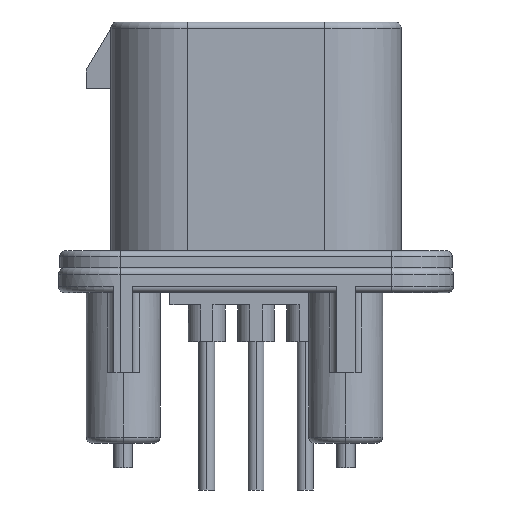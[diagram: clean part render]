
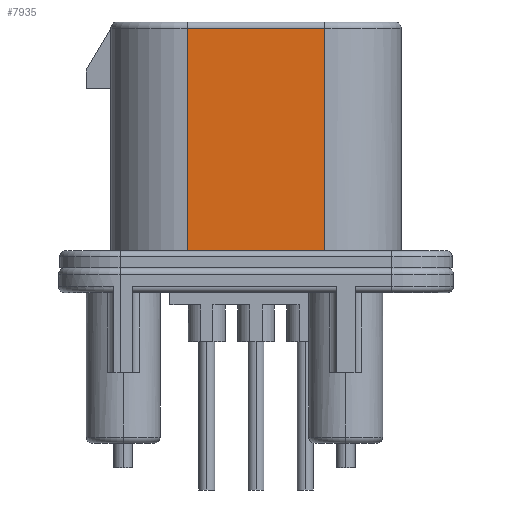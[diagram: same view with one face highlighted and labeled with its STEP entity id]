
A CAD part, left-side view. The second image highlights one B-rep face of the part: STEP entity #7935.
In plain terms, the highlighted planar face has unit normal (-1, 0, 0).
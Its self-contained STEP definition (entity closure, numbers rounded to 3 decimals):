
#1144=DIRECTION('',(0.,-1.,0.));
#1145=VECTOR('',#1144,0.95);
#1146=CARTESIAN_POINT('',(-11.7,6.55,-19.25));
#1147=LINE('',#1146,#1145);
#1294=DIRECTION('',(0.,-1.,0.));
#1295=VECTOR('',#1294,11.2);
#1296=CARTESIAN_POINT('',(-11.7,5.6,-0.5));
#1297=LINE('',#1296,#1295);
#1298=DIRECTION('',(0.,-1.,0.));
#1299=VECTOR('',#1298,2.55);
#1300=CARTESIAN_POINT('',(-11.7,-3.05,-19.25));
#1301=LINE('',#1300,#1299);
#1302=DIRECTION('',(0.,0.,1.));
#1303=VECTOR('',#1302,0.25);
#1304=CARTESIAN_POINT('',(-11.7,-3.05,-19.5));
#1305=LINE('',#1304,#1303);
#1306=DIRECTION('',(0.,1.,0.));
#1307=VECTOR('',#1306,8.65);
#1308=CARTESIAN_POINT('',(-11.7,-3.05,-19.5));
#1309=LINE('',#1308,#1307);
#1310=DIRECTION('',(0.,0.,1.));
#1311=VECTOR('',#1310,0.509);
#1312=CARTESIAN_POINT('',(-11.7,6.55,-19.759));
#1313=LINE('',#1312,#1311);
#1314=DIRECTION('',(0.,0.,-1.));
#1315=VECTOR('',#1314,18.75);
#1316=CARTESIAN_POINT('',(-11.7,5.6,-0.5));
#1317=LINE('',#1316,#1315);
#1616=CARTESIAN_POINT('',(-11.7,6.55,-19.759));
#1617=CARTESIAN_POINT('',(-11.7,6.447,-19.733));
#1618=CARTESIAN_POINT('',(-11.7,6.239,-19.679));
#1619=CARTESIAN_POINT('',(-11.7,5.922,-19.592));
#1620=CARTESIAN_POINT('',(-11.7,5.708,-19.531));
#1621=CARTESIAN_POINT('',(-11.7,5.6,-19.5));
#1831=DIRECTION('',(0.,0.,-1.));
#1832=VECTOR('',#1831,18.75);
#1833=CARTESIAN_POINT('',(-11.7,-5.6,-0.5));
#1834=LINE('',#1833,#1832);
#5381=CARTESIAN_POINT('',(-11.7,5.6,-19.25));
#5383=VERTEX_POINT('',#5381);
#5384=CARTESIAN_POINT('',(-11.7,-3.05,-19.25));
#5385=CARTESIAN_POINT('',(-11.7,-5.6,-19.25));
#5386=VERTEX_POINT('',#5384);
#5387=VERTEX_POINT('',#5385);
#5422=CARTESIAN_POINT('',(-11.7,6.55,-19.25));
#5423=VERTEX_POINT('',#5422);
#5442=CARTESIAN_POINT('',(-11.7,-3.05,-19.5));
#5443=VERTEX_POINT('',#5442);
#5484=CARTESIAN_POINT('',(-11.7,6.55,-19.759));
#5485=VERTEX_POINT('',#5484);
#6036=CARTESIAN_POINT('',(-11.7,-5.6,-0.5));
#6037=VERTEX_POINT('',#6036);
#6040=CARTESIAN_POINT('',(-11.7,5.6,-0.5));
#6041=VERTEX_POINT('',#6040);
#6199=VERTEX_POINT('',#1621);
#7912=CARTESIAN_POINT('',(-11.7,5.6,0.));
#7913=DIRECTION('',(-1.,0.,0.));
#7914=DIRECTION('',(0.,-1.,0.));
#7915=AXIS2_PLACEMENT_3D('',#7912,#7913,#7914);
#7916=PLANE('',#7915);
#7918=ORIENTED_EDGE('',*,*,#7917,.T.);
#7920=ORIENTED_EDGE('',*,*,#7919,.T.);
#7921=ORIENTED_EDGE('',*,*,#7759,.F.);
#7923=ORIENTED_EDGE('',*,*,#7922,.F.);
#7925=ORIENTED_EDGE('',*,*,#7924,.T.);
#7927=ORIENTED_EDGE('',*,*,#7926,.F.);
#7929=ORIENTED_EDGE('',*,*,#7928,.T.);
#7930=ORIENTED_EDGE('',*,*,#7717,.T.);
#7932=ORIENTED_EDGE('',*,*,#7931,.F.);
#7933=EDGE_LOOP('',(#7918,#7920,#7921,#7923,#7925,#7927,#7929,#7930,#7932));
#7934=FACE_OUTER_BOUND('',#7933,.F.);
#7935=ADVANCED_FACE('',(#7934),#7916,.T.);
#1622=B_SPLINE_CURVE_WITH_KNOTS('',3,(#1616,#1617,#1618,#1619,#1620,#1621),
.UNSPECIFIED.,.F.,.F.,(4,1,1,4),(0.,0.333,0.667,1.),
.UNSPECIFIED.);
#7717=EDGE_CURVE('',#5423,#5383,#1147,.T.);
#7759=EDGE_CURVE('',#5386,#5387,#1301,.T.);
#7917=EDGE_CURVE('',#6041,#6037,#1297,.T.);
#7919=EDGE_CURVE('',#6037,#5387,#1834,.T.);
#7922=EDGE_CURVE('',#5443,#5386,#1305,.T.);
#7924=EDGE_CURVE('',#5443,#6199,#1309,.T.);
#7926=EDGE_CURVE('',#5485,#6199,#1622,.T.);
#7928=EDGE_CURVE('',#5485,#5423,#1313,.T.);
#7931=EDGE_CURVE('',#6041,#5383,#1317,.T.);
